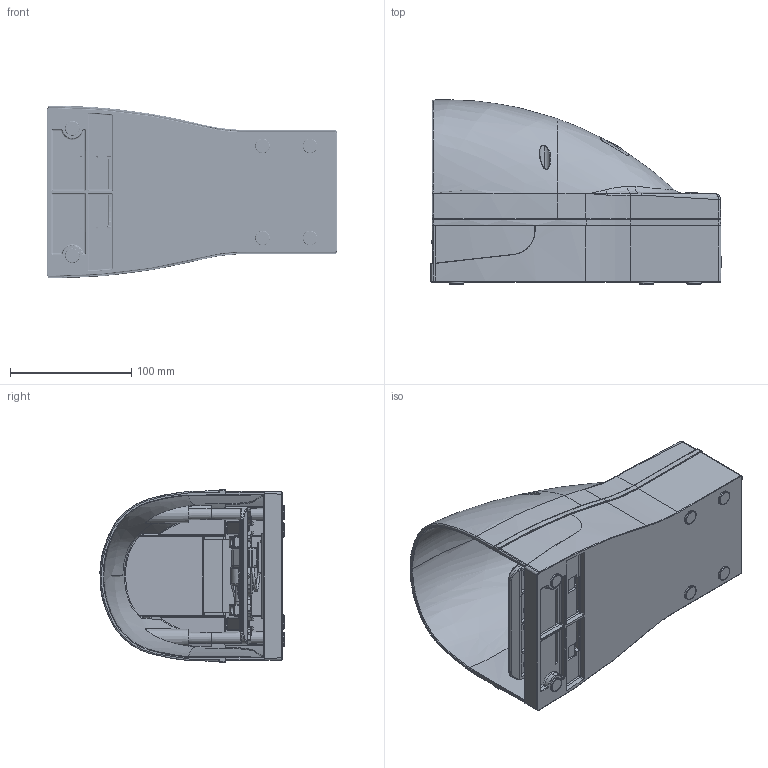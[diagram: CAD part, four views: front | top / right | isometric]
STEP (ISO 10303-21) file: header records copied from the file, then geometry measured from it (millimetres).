
FILE_DESCRIPTION(( 'PEDN 304B.STEP' ), '1');
FILE_NAME( 'PEDN 304B.STEP', '2019-03-04T12:05:53',( 'Sopra'),('sopra-pneumatic.com'), 'SwSTEP 2.0','SolidWorks 2009','' );
FILE_SCHEMA (( 'AUTOMOTIVE_DESIGN' ));
Length unit declared in the file: millimetre
Products named in the file (1): 8_198_4ng
Bounding box: 239.3 x 151.85 x 142.41 mm (x, y, z)
Volume: 629705.9 mm3; surface area: 319583.3 mm2
Topology: 7 solids, 7 shells, 4218 faces, 10696 edges, 6374 vertices
Faces by surface type: cylinder 1415, bspline 1013, plane 1009, cone 598, torus 96, sphere 87
Entity records: 271706 total; most frequent: CARTESIAN_POINT 159205, ORIENTED_EDGE 21018, DIRECTION 16039, EDGE_CURVE 10509, VERTEX_POINT 6363, AXIS2_PLACEMENT_3D 6308, EDGE_LOOP 4324, ADVANCED_FACE 4218
